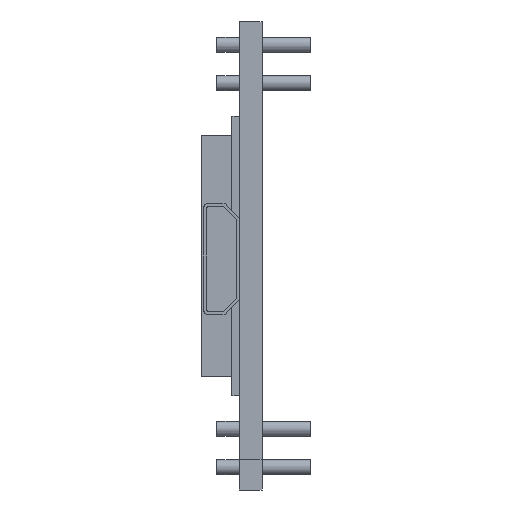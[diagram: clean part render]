
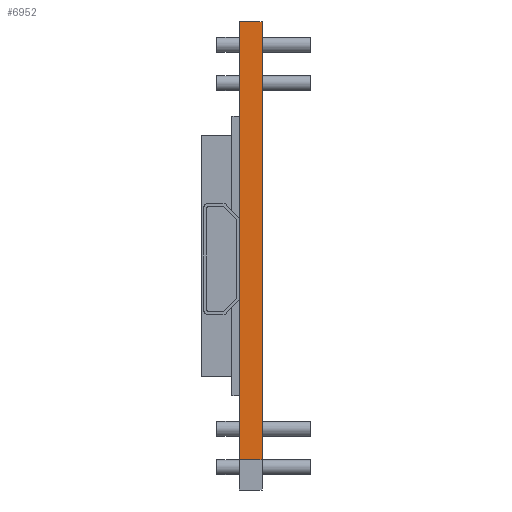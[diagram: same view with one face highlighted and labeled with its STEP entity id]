
A CAD part, left-side view. The second image highlights one B-rep face of the part: STEP entity #6952.
In plain terms, the highlighted planar face has unit normal (-1, 0, 0).
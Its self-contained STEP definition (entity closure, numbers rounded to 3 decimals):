
#175 = VECTOR ( 'NONE', #9569, 1000. ) ;
#469 = EDGE_CURVE ( 'NONE', #6691, #9656, #2794, .T. ) ;
#627 = VERTEX_POINT ( 'NONE', #2508 ) ;
#952 = CARTESIAN_POINT ( 'NONE',  ( -19.5, 1.5, 15.5 ) ) ;
#1263 = CARTESIAN_POINT ( 'NONE',  ( -19.5, 1.5, 15.5 ) ) ;
#1531 = EDGE_CURVE ( 'NONE', #6691, #627, #7176, .T. ) ;
#1817 = VERTEX_POINT ( 'NONE', #2990 ) ;
#1937 = LINE ( 'NONE', #5520, #3614 ) ;
#2508 = CARTESIAN_POINT ( 'NONE',  ( -19.5, 0., -13.5 ) ) ;
#2728 = EDGE_LOOP ( 'NONE', ( #8652, #11394, #6267, #2768 ) ) ;
#2768 = ORIENTED_EDGE ( 'NONE', *, *, #1531, .T. ) ;
#2794 = LINE ( 'NONE', #952, #9177 ) ;
#2980 = CARTESIAN_POINT ( 'NONE',  ( -19.5, 1.5, -13.5 ) ) ;
#2990 = CARTESIAN_POINT ( 'NONE',  ( -19.5, 0., 15.5 ) ) ;
#3025 = DIRECTION ( 'NONE',  ( 0., -1., 0. ) ) ;
#3614 = VECTOR ( 'NONE', #5633, 1000. ) ;
#3915 = CARTESIAN_POINT ( 'NONE',  ( -19.5, 1.5, 15.5 ) ) ;
#5457 = EDGE_CURVE ( 'NONE', #627, #1817, #1937, .T. ) ;
#5520 = CARTESIAN_POINT ( 'NONE',  ( -19.5, 0., 15.5 ) ) ;
#5619 = CARTESIAN_POINT ( 'NONE',  ( -19.5, 1.5, 15.5 ) ) ;
#5633 = DIRECTION ( 'NONE',  ( 0., 0., 1. ) ) ;
#6248 = CARTESIAN_POINT ( 'NONE',  ( -19.5, 1.5, -13.5 ) ) ;
#6267 = ORIENTED_EDGE ( 'NONE', *, *, #469, .F. ) ;
#6433 = DIRECTION ( 'NONE',  ( 0., 0., 1. ) ) ;
#6691 = VERTEX_POINT ( 'NONE', #2980 ) ;
#6952 = ADVANCED_FACE ( 'NONE', ( #10182 ), #8354, .F. ) ;
#6955 = EDGE_CURVE ( 'NONE', #9656, #1817, #9289, .T. ) ;
#7176 = LINE ( 'NONE', #6248, #175 ) ;
#7596 = DIRECTION ( 'NONE',  ( 0., 0., -1. ) ) ;
#8354 = PLANE ( 'NONE',  #8390 ) ;
#8390 = AXIS2_PLACEMENT_3D ( 'NONE', #5619, #10995, #7596 ) ;
#8652 = ORIENTED_EDGE ( 'NONE', *, *, #5457, .T. ) ;
#8950 = VECTOR ( 'NONE', #3025, 1000. ) ;
#9177 = VECTOR ( 'NONE', #6433, 1000. ) ;
#9289 = LINE ( 'NONE', #3915, #8950 ) ;
#9569 = DIRECTION ( 'NONE',  ( 0., -1., 0. ) ) ;
#9656 = VERTEX_POINT ( 'NONE', #1263 ) ;
#10182 = FACE_OUTER_BOUND ( 'NONE', #2728, .T. ) ;
#10995 = DIRECTION ( 'NONE',  ( 1., 0., 0. ) ) ;
#11394 = ORIENTED_EDGE ( 'NONE', *, *, #6955, .F. ) ;
